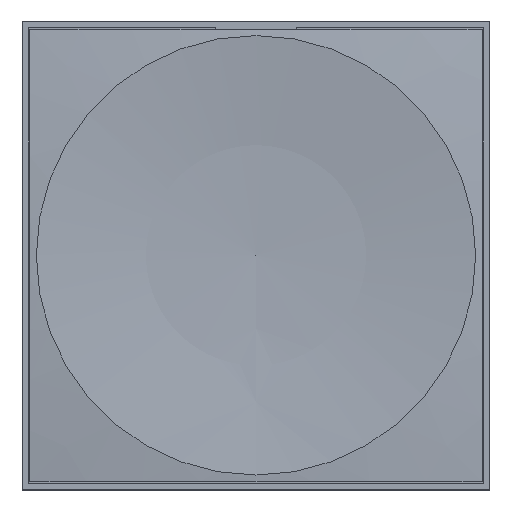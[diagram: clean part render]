
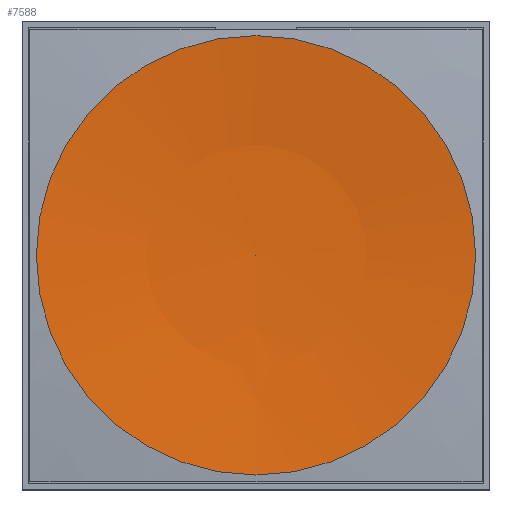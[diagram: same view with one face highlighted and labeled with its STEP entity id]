
A CAD part, top view. The second image highlights one B-rep face of the part: STEP entity #7588.
In plain terms, the highlighted spherical face has radius 61 mm.
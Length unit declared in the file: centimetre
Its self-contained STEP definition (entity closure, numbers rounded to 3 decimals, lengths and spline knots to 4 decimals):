
#67=SPHERICAL_SURFACE('',#8020,6.1);
#146=CIRCLE('',#8021,0.7283);
#147=CIRCLE('',#8022,6.1);
#341=FACE_OUTER_BOUND('',#759,.T.);
#759=EDGE_LOOP('',(#5026,#5027,#5028));
#3101=VERTEX_POINT('',#10688);
#3102=VERTEX_POINT('',#10690);
#3857=EDGE_CURVE('',#3101,#3101,#146,.T.);
#3858=EDGE_CURVE('',#3101,#3102,#147,.T.);
#5026=ORIENTED_EDGE('',*,*,#3857,.F.);
#5027=ORIENTED_EDGE('',*,*,#3858,.T.);
#5028=ORIENTED_EDGE('',*,*,#3858,.F.);
#7588=ADVANCED_FACE('',(#341),#67,.F.);
#8020=AXIS2_PLACEMENT_3D('',#10687,#8631,#8632);
#8021=AXIS2_PLACEMENT_3D('',#10689,#8633,#8634);
#8022=AXIS2_PLACEMENT_3D('',#10691,#8635,#8636);
#8631=DIRECTION('center_axis',(0.,0.,
-1.));
#8632=DIRECTION('ref_axis',(0.,1.,0.));
#8633=DIRECTION('center_axis',(0.,0.,
-1.));
#8634=DIRECTION('ref_axis',(0.,1.,0.));
#8635=DIRECTION('center_axis',(1.,0.,0.));
#8636=DIRECTION('ref_axis',(0.,-1.,0.));
#10687=CARTESIAN_POINT('Origin',(0.,0.,
8.026));
#10688=CARTESIAN_POINT('',(0.,-0.7283,1.9697));
#10689=CARTESIAN_POINT('Origin',(0.,0.,
1.9697));
#10690=CARTESIAN_POINT('',(0.,0.,1.926));
#10691=CARTESIAN_POINT('Origin',(0.,0.,
8.026));
